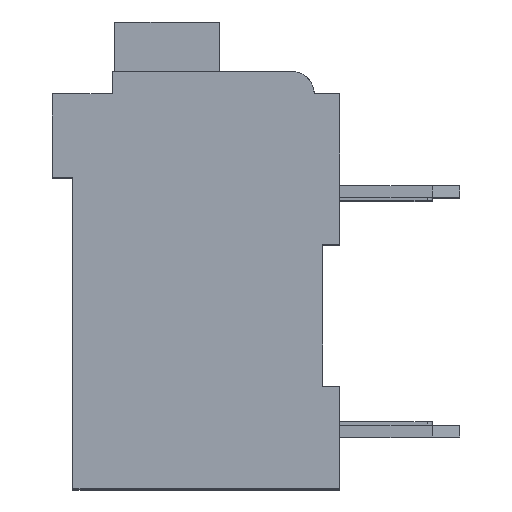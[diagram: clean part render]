
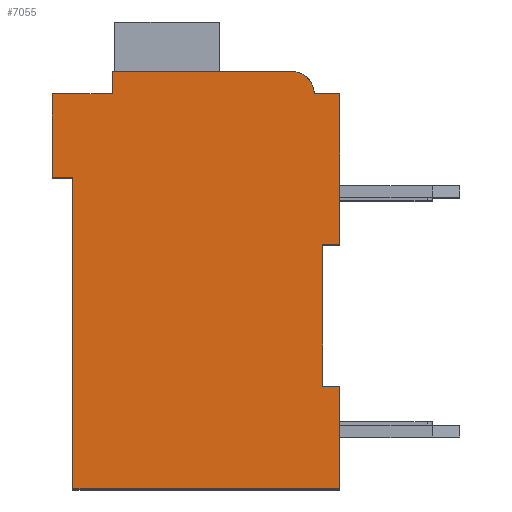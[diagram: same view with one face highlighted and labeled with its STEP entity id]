
A CAD part, top view. The second image highlights one B-rep face of the part: STEP entity #7055.
In plain terms, the highlighted planar face has unit normal (0, 0, 1).
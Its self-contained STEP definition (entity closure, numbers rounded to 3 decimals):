
#834=DIRECTION('',(1.,0.,0.));
#835=VECTOR('',#834,0.5);
#836=CARTESIAN_POINT('',(7.3,7.15,2.1));
#837=LINE('',#836,#835);
#838=DIRECTION('',(0.,1.,0.));
#839=VECTOR('',#838,4.15);
#840=CARTESIAN_POINT('',(7.3,3.,2.1));
#841=LINE('',#840,#839);
#842=DIRECTION('',(-1.,0.,0.));
#843=VECTOR('',#842,0.5);
#844=CARTESIAN_POINT('',(7.8,3.,2.1));
#845=LINE('',#844,#843);
#846=DIRECTION('',(0.,1.,0.));
#847=VECTOR('',#846,3.);
#848=CARTESIAN_POINT('',(7.8,0.,2.1));
#849=LINE('',#848,#847);
#850=DIRECTION('',(1.,0.,0.));
#851=VECTOR('',#850,7.8);
#852=CARTESIAN_POINT('',(0.,0.,2.1));
#853=LINE('',#852,#851);
#854=DIRECTION('',(0.,-1.,0.));
#855=VECTOR('',#854,9.1);
#856=CARTESIAN_POINT('',(0.,9.1,2.1));
#857=LINE('',#856,#855);
#858=DIRECTION('',(1.,0.,0.));
#859=VECTOR('',#858,0.6);
#860=CARTESIAN_POINT('',(-0.6,9.1,2.1));
#861=LINE('',#860,#859);
#862=DIRECTION('',(0.,-1.,0.));
#863=VECTOR('',#862,2.45);
#864=CARTESIAN_POINT('',(-0.6,11.55,2.1));
#865=LINE('',#864,#863);
#866=DIRECTION('',(-1.,0.,0.));
#867=VECTOR('',#866,1.75);
#868=CARTESIAN_POINT('',(1.15,11.55,2.1));
#869=LINE('',#868,#867);
#870=DIRECTION('',(0.,-1.,0.));
#871=VECTOR('',#870,0.65);
#872=CARTESIAN_POINT('',(1.15,12.2,2.1));
#873=LINE('',#872,#871);
#874=DIRECTION('',(-1.,0.,0.));
#875=VECTOR('',#874,5.25);
#876=CARTESIAN_POINT('',(6.4,12.2,2.1));
#877=LINE('',#876,#875);
#878=CARTESIAN_POINT('',(6.4,11.55,2.1));
#879=DIRECTION('',(0.,0.,1.));
#880=DIRECTION('',(1.,0.,0.));
#881=AXIS2_PLACEMENT_3D('',#878,#879,#880);
#883=DIRECTION('',(-1.,0.,0.));
#884=VECTOR('',#883,0.75);
#885=CARTESIAN_POINT('',(7.8,11.55,2.1));
#886=LINE('',#885,#884);
#887=DIRECTION('',(0.,1.,0.));
#888=VECTOR('',#887,4.4);
#889=CARTESIAN_POINT('',(7.8,7.15,2.1));
#890=LINE('',#889,#888);
#4821=CARTESIAN_POINT('',(7.3,7.15,2.1));
#4822=CARTESIAN_POINT('',(7.8,7.15,2.1));
#4823=VERTEX_POINT('',#4821);
#4824=VERTEX_POINT('',#4822);
#4825=CARTESIAN_POINT('',(7.8,11.55,2.1));
#4826=VERTEX_POINT('',#4825);
#4827=CARTESIAN_POINT('',(7.05,11.55,2.1));
#4828=VERTEX_POINT('',#4827);
#4829=CARTESIAN_POINT('',(6.4,12.2,2.1));
#4830=VERTEX_POINT('',#4829);
#4831=CARTESIAN_POINT('',(1.15,12.2,2.1));
#4832=VERTEX_POINT('',#4831);
#4833=CARTESIAN_POINT('',(1.15,11.55,2.1));
#4834=VERTEX_POINT('',#4833);
#4835=CARTESIAN_POINT('',(-0.6,11.55,2.1));
#4836=VERTEX_POINT('',#4835);
#4837=CARTESIAN_POINT('',(-0.6,9.1,2.1));
#4838=VERTEX_POINT('',#4837);
#4839=CARTESIAN_POINT('',(0.,9.1,2.1));
#4840=VERTEX_POINT('',#4839);
#4841=CARTESIAN_POINT('',(0.,0.,2.1));
#4842=VERTEX_POINT('',#4841);
#4843=CARTESIAN_POINT('',(7.8,0.,2.1));
#4844=VERTEX_POINT('',#4843);
#4845=CARTESIAN_POINT('',(7.8,3.,2.1));
#4846=VERTEX_POINT('',#4845);
#4847=CARTESIAN_POINT('',(7.3,3.,2.1));
#4848=VERTEX_POINT('',#4847);
#7025=CARTESIAN_POINT('',(0.,0.,2.1));
#7026=DIRECTION('',(0.,0.,1.));
#7027=DIRECTION('',(1.,0.,0.));
#7028=AXIS2_PLACEMENT_3D('',#7025,#7026,#7027);
#7029=PLANE('',#7028);
#7030=ORIENTED_EDGE('',*,*,#6334,.F.);
#7031=ORIENTED_EDGE('',*,*,#6612,.F.);
#7033=ORIENTED_EDGE('',*,*,#7032,.F.);
#7035=ORIENTED_EDGE('',*,*,#7034,.F.);
#7036=ORIENTED_EDGE('',*,*,#6877,.F.);
#7037=ORIENTED_EDGE('',*,*,#6826,.F.);
#7039=ORIENTED_EDGE('',*,*,#7038,.F.);
#7041=ORIENTED_EDGE('',*,*,#7040,.F.);
#7043=ORIENTED_EDGE('',*,*,#7042,.F.);
#7045=ORIENTED_EDGE('',*,*,#7044,.F.);
#7047=ORIENTED_EDGE('',*,*,#7046,.F.);
#7049=ORIENTED_EDGE('',*,*,#7048,.F.);
#7051=ORIENTED_EDGE('',*,*,#7050,.F.);
#7052=ORIENTED_EDGE('',*,*,#6488,.F.);
#7053=EDGE_LOOP('',(#7030,#7031,#7033,#7035,#7036,#7037,#7039,#7041,#7043,#7045,
#7047,#7049,#7051,#7052));
#7054=FACE_OUTER_BOUND('',#7053,.F.);
#882=CIRCLE('',#881,0.65);
#6334=EDGE_CURVE('',#4823,#4824,#837,.T.);
#6488=EDGE_CURVE('',#4824,#4826,#890,.T.);
#6612=EDGE_CURVE('',#4848,#4823,#841,.T.);
#6826=EDGE_CURVE('',#4840,#4842,#857,.T.);
#6877=EDGE_CURVE('',#4842,#4844,#853,.T.);
#7032=EDGE_CURVE('',#4846,#4848,#845,.T.);
#7034=EDGE_CURVE('',#4844,#4846,#849,.T.);
#7038=EDGE_CURVE('',#4838,#4840,#861,.T.);
#7040=EDGE_CURVE('',#4836,#4838,#865,.T.);
#7042=EDGE_CURVE('',#4834,#4836,#869,.T.);
#7044=EDGE_CURVE('',#4832,#4834,#873,.T.);
#7046=EDGE_CURVE('',#4830,#4832,#877,.T.);
#7048=EDGE_CURVE('',#4828,#4830,#882,.T.);
#7050=EDGE_CURVE('',#4826,#4828,#886,.T.);
#7055=ADVANCED_FACE('',(#7054),#7029,.T.);
